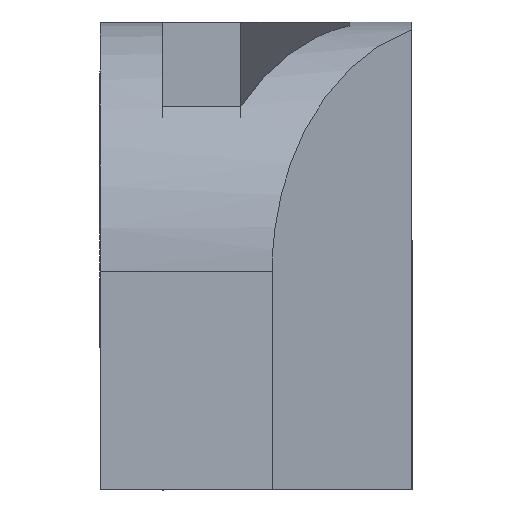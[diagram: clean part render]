
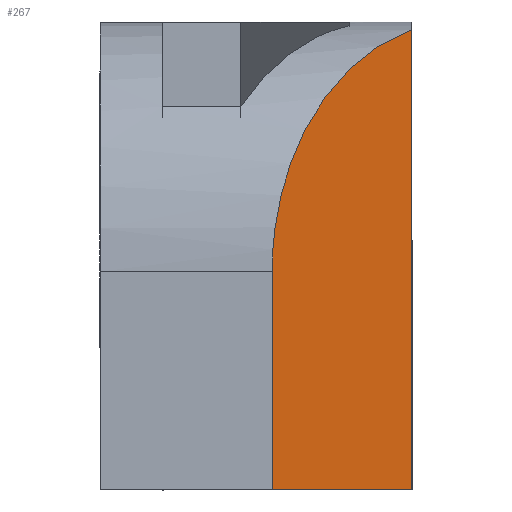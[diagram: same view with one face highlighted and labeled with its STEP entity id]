
A CAD part, left-side view. The second image highlights one B-rep face of the part: STEP entity #267.
In plain terms, the highlighted planar face has unit normal (-0.599, -0.801, 0).
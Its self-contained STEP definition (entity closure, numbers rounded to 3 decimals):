
#51 = VECTOR ( 'NONE', #533, 1000. ) ;
#77 = CARTESIAN_POINT ( 'NONE',  ( 6., -10., 0. ) ) ;
#122 = DIRECTION ( 'NONE',  ( -0.801, 0.599, 0. ) ) ;
#226 = CARTESIAN_POINT ( 'NONE',  ( 0., -5.517, 15. ) ) ;
#240 = CARTESIAN_POINT ( 'NONE',  ( 0., -5.517, 0. ) ) ;
#264 = AXIS2_PLACEMENT_3D ( 'NONE', #226, #1292, #122 ) ;
#266 = VECTOR ( 'NONE', #396, 1000. ) ;
#267 = ADVANCED_FACE ( 'NONE', ( #341 ), #1299, .F. ) ;
#321 = CARTESIAN_POINT ( 'NONE',  ( 6., -10., 15. ) ) ;
#341 = FACE_OUTER_BOUND ( 'NONE', #963, .T. ) ;
#346 = DIRECTION ( 'NONE',  ( 0., 0., -1. ) ) ;
#381 = ORIENTED_EDGE ( 'NONE', *, *, #1282, .T. ) ;
#396 = DIRECTION ( 'NONE',  ( 0.801, -0.599, 0. ) ) ;
#408 = VERTEX_POINT ( 'NONE', #1102 ) ;
#425 = CARTESIAN_POINT ( 'NONE',  ( 0., -5.517, 7. ) ) ;
#430 = CARTESIAN_POINT ( 'NONE',  ( 6., -10., 14.746 ) ) ;
#446 = VERTEX_POINT ( 'NONE', #77 ) ;
#532 =( BOUNDED_CURVE ( )  B_SPLINE_CURVE ( 3, ( #430, #1173, #650, #425 ),
 .UNSPECIFIED., .F., .T. ) 
 B_SPLINE_CURVE_WITH_KNOTS ( ( 4, 4 ),
 ( 4.965, 6.283 ),
 .UNSPECIFIED. ) 
 CURVE ( )  GEOMETRIC_REPRESENTATION_ITEM ( )  RATIONAL_B_SPLINE_CURVE ( ( 1., 0.86, 0.86, 1. ) ) 
 REPRESENTATION_ITEM ( '' )  );
#533 = DIRECTION ( 'NONE',  ( 0., 0., -1. ) ) ;
#569 = EDGE_CURVE ( 'NONE', #1197, #446, #1147, .T. ) ;
#650 = CARTESIAN_POINT ( 'NONE',  ( 0., -5.517, 10.796 ) ) ;
#687 = VECTOR ( 'NONE', #346, 1000. ) ;
#697 = ORIENTED_EDGE ( 'NONE', *, *, #1309, .F. ) ;
#738 = EDGE_CURVE ( 'NONE', #1168, #1197, #1270, .T. ) ;
#808 = CARTESIAN_POINT ( 'NONE',  ( 0., -5.517, 0. ) ) ;
#963 = EDGE_LOOP ( 'NONE', ( #697, #381, #1332, #1051 ) ) ;
#1051 = ORIENTED_EDGE ( 'NONE', *, *, #569, .T. ) ;
#1065 = LINE ( 'NONE', #321, #51 ) ;
#1102 = CARTESIAN_POINT ( 'NONE',  ( 6., -10., 14.746 ) ) ;
#1126 = CARTESIAN_POINT ( 'NONE',  ( 0., -5.517, 7. ) ) ;
#1147 = LINE ( 'NONE', #808, #266 ) ;
#1168 = VERTEX_POINT ( 'NONE', #1126 ) ;
#1173 = CARTESIAN_POINT ( 'NONE',  ( 2.325, -7.254, 13.797 ) ) ;
#1197 = VERTEX_POINT ( 'NONE', #240 ) ;
#1270 = LINE ( 'NONE', #1291, #687 ) ;
#1282 = EDGE_CURVE ( 'NONE', #408, #1168, #532, .T. ) ;
#1291 = CARTESIAN_POINT ( 'NONE',  ( 0., -5.517, 15. ) ) ;
#1292 = DIRECTION ( 'NONE',  ( 0.599, 0.801, 0. ) ) ;
#1299 = PLANE ( 'NONE',  #264 ) ;
#1309 = EDGE_CURVE ( 'NONE', #408, #446, #1065, .T. ) ;
#1332 = ORIENTED_EDGE ( 'NONE', *, *, #738, .T. ) ;
